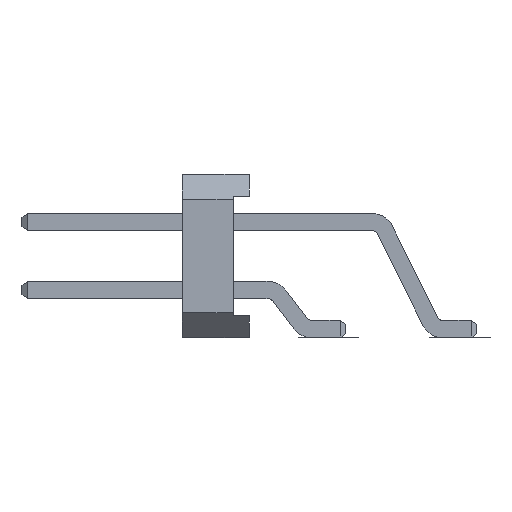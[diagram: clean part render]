
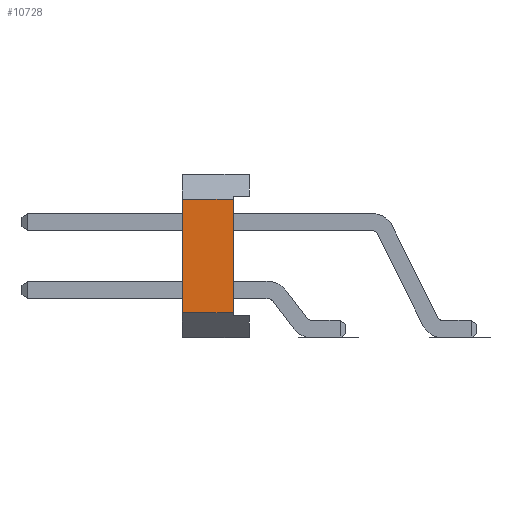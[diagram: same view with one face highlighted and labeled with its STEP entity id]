
A CAD part, left-side view. The second image highlights one B-rep face of the part: STEP entity #10728.
In plain terms, the highlighted planar face has unit normal (-1, 0, 0).
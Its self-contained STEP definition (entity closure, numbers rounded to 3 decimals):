
#9441=PLANE('',#36020);
#10728=ADVANCED_FACE('',(#12290),#9441,.T.);
#12290=FACE_OUTER_BOUND('',#13854,.T.);
#13854=EDGE_LOOP('',(#17198,#17199,#17200,#17201));
#17198=ORIENTED_EDGE('',*,*,#26542,.F.);
#17199=ORIENTED_EDGE('',*,*,#26370,.T.);
#17200=ORIENTED_EDGE('',*,*,#26543,.T.);
#17201=ORIENTED_EDGE('',*,*,#26077,.T.);
#23507=VERTEX_POINT('',#46256);
#23508=VERTEX_POINT('',#46258);
#23793=VERTEX_POINT('',#46841);
#23794=VERTEX_POINT('',#46843);
#26077=EDGE_CURVE('',#23508,#23507,#29796,.T.);
#26370=EDGE_CURVE('',#23794,#23793,#30089,.T.);
#26542=EDGE_CURVE('',#23794,#23507,#30261,.T.);
#26543=EDGE_CURVE('',#23793,#23508,#30262,.T.);
#29796=LINE('',#46257,#33202);
#30089=LINE('',#46842,#33495);
#30261=LINE('',#47184,#33667);
#30262=LINE('',#47186,#33668);
#33202=VECTOR('',#38881,1.);
#33495=VECTOR('',#39186,1.);
#33667=VECTOR('',#39364,1.);
#33668=VECTOR('',#39367,1.);
#36020=AXIS2_PLACEMENT_3D('',#47187,#39368,#39369);
#38881=DIRECTION('',(0.,0.,1.));
#39186=DIRECTION('',(0.,0.,-1.));
#39364=DIRECTION('',(0.,-1.,0.));
#39367=DIRECTION('',(0.,-1.,0.));
#39368=DIRECTION('',(-1.,0.,0.));
#39369=DIRECTION('',(0.,0.,-1.));
#46256=CARTESIAN_POINT('',(-25.4,-0.65,5.246));
#46257=CARTESIAN_POINT('',(-25.4,-0.65,1.006));
#46258=CARTESIAN_POINT('',(-25.4,-0.65,1.006));
#46841=CARTESIAN_POINT('',(-25.4,1.25,1.006));
#46842=CARTESIAN_POINT('',(-25.4,1.25,5.246));
#46843=CARTESIAN_POINT('',(-25.4,1.25,5.246));
#47184=CARTESIAN_POINT('',(-25.4,1.25,5.246));
#47186=CARTESIAN_POINT('',(-25.4,1.25,1.006));
#47187=CARTESIAN_POINT('',(-25.4,0.3,3.126));
